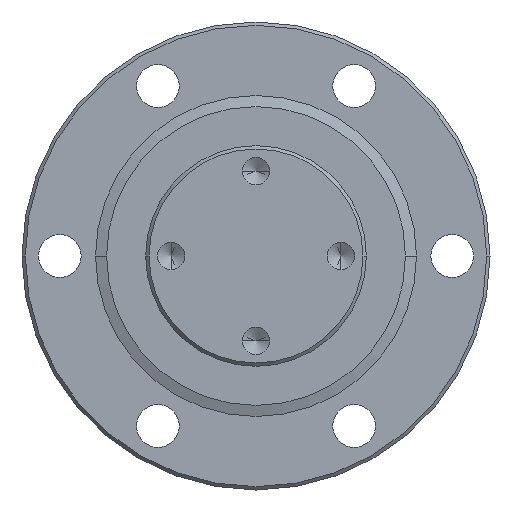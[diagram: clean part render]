
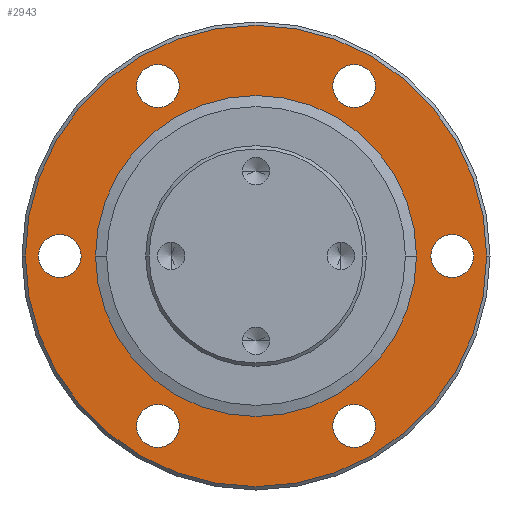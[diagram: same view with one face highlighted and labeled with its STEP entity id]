
A CAD part, front view. The second image highlights one B-rep face of the part: STEP entity #2943.
In plain terms, the highlighted planar face has unit normal (0, -1, 0).
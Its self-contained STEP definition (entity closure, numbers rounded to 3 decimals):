
#633=CARTESIAN_POINT('',(0.,0.,0.));
#634=DIRECTION('',(0.,1.,0.));
#635=DIRECTION('',(1.,0.,0.));
#636=AXIS2_PLACEMENT_3D('',#633,#634,#635);
#638=CARTESIAN_POINT('',(0.,0.,0.));
#639=DIRECTION('',(0.,1.,0.));
#640=DIRECTION('',(-1.,0.,0.));
#641=AXIS2_PLACEMENT_3D('',#638,#639,#640);
#643=CARTESIAN_POINT('',(-14.675,0.,-25.418));
#644=DIRECTION('',(0.,-1.,0.));
#645=DIRECTION('',(-0.5,0.,-0.866));
#646=AXIS2_PLACEMENT_3D('',#643,#644,#645);
#648=CARTESIAN_POINT('',(-14.675,0.,-25.418));
#649=DIRECTION('',(0.,-1.,0.));
#650=DIRECTION('',(0.5,0.,0.866));
#651=AXIS2_PLACEMENT_3D('',#648,#649,#650);
#653=CARTESIAN_POINT('',(-29.35,0.,0.));
#654=DIRECTION('',(0.,-1.,0.));
#655=DIRECTION('',(-1.,0.,0.));
#656=AXIS2_PLACEMENT_3D('',#653,#654,#655);
#658=CARTESIAN_POINT('',(-29.35,0.,0.));
#659=DIRECTION('',(0.,-1.,0.));
#660=DIRECTION('',(1.,0.,0.));
#661=AXIS2_PLACEMENT_3D('',#658,#659,#660);
#663=CARTESIAN_POINT('',(-14.675,0.,25.418));
#664=DIRECTION('',(0.,-1.,0.));
#665=DIRECTION('',(-0.5,0.,0.866));
#666=AXIS2_PLACEMENT_3D('',#663,#664,#665);
#668=CARTESIAN_POINT('',(-14.675,0.,25.418));
#669=DIRECTION('',(0.,-1.,0.));
#670=DIRECTION('',(0.5,0.,-0.866));
#671=AXIS2_PLACEMENT_3D('',#668,#669,#670);
#673=CARTESIAN_POINT('',(14.675,0.,25.418));
#674=DIRECTION('',(0.,-1.,0.));
#675=DIRECTION('',(0.5,0.,0.866));
#676=AXIS2_PLACEMENT_3D('',#673,#674,#675);
#678=CARTESIAN_POINT('',(14.675,0.,25.418));
#679=DIRECTION('',(0.,-1.,0.));
#680=DIRECTION('',(-0.5,0.,-0.866));
#681=AXIS2_PLACEMENT_3D('',#678,#679,#680);
#683=CARTESIAN_POINT('',(0.,0.,0.));
#684=DIRECTION('',(0.,-1.,0.));
#685=DIRECTION('',(-1.,0.,0.));
#686=AXIS2_PLACEMENT_3D('',#683,#684,#685);
#688=CARTESIAN_POINT('',(0.,0.,0.));
#689=DIRECTION('',(0.,-1.,0.));
#690=DIRECTION('',(1.,0.,0.));
#691=AXIS2_PLACEMENT_3D('',#688,#689,#690);
#693=CARTESIAN_POINT('',(14.675,0.,-25.418));
#694=DIRECTION('',(0.,-1.,0.));
#695=DIRECTION('',(0.5,0.,-0.866));
#696=AXIS2_PLACEMENT_3D('',#693,#694,#695);
#698=CARTESIAN_POINT('',(14.675,0.,-25.418));
#699=DIRECTION('',(0.,-1.,0.));
#700=DIRECTION('',(-0.5,0.,0.866));
#701=AXIS2_PLACEMENT_3D('',#698,#699,#700);
#703=CARTESIAN_POINT('',(29.35,0.,0.));
#704=DIRECTION('',(0.,-1.,0.));
#705=DIRECTION('',(1.,0.,0.));
#706=AXIS2_PLACEMENT_3D('',#703,#704,#705);
#708=CARTESIAN_POINT('',(29.35,0.,0.));
#709=DIRECTION('',(0.,-1.,0.));
#710=DIRECTION('',(-1.,0.,0.));
#711=AXIS2_PLACEMENT_3D('',#708,#709,#710);
#1713=CARTESIAN_POINT('',(16.275,0.,-28.189));
#1715=VERTEX_POINT('',#1713);
#1716=CARTESIAN_POINT('',(13.075,0.,-22.647));
#1717=VERTEX_POINT('',#1716);
#1721=CARTESIAN_POINT('',(-16.275,0.,-28.189));
#1723=VERTEX_POINT('',#1721);
#1724=CARTESIAN_POINT('',(-13.075,0.,-22.647));
#1725=VERTEX_POINT('',#1724);
#1729=CARTESIAN_POINT('',(-32.55,0.,0.));
#1731=VERTEX_POINT('',#1729);
#1732=CARTESIAN_POINT('',(-26.15,0.,0.));
#1733=VERTEX_POINT('',#1732);
#1737=CARTESIAN_POINT('',(-16.275,0.,28.189));
#1739=VERTEX_POINT('',#1737);
#1740=CARTESIAN_POINT('',(-13.075,0.,22.647));
#1741=VERTEX_POINT('',#1740);
#1745=CARTESIAN_POINT('',(32.55,0.,0.));
#1747=VERTEX_POINT('',#1745);
#1748=CARTESIAN_POINT('',(26.15,0.,0.));
#1749=VERTEX_POINT('',#1748);
#1756=CARTESIAN_POINT('',(-34.5,0.,0.));
#1758=VERTEX_POINT('',#1756);
#1762=CARTESIAN_POINT('',(34.5,0.,0.));
#1763=VERTEX_POINT('',#1762);
#1780=CARTESIAN_POINT('',(24.,0.,0.));
#1781=VERTEX_POINT('',#1780);
#1782=CARTESIAN_POINT('',(-24.,0.,0.));
#1783=VERTEX_POINT('',#1782);
#1785=CARTESIAN_POINT('',(16.275,0.,28.189));
#1787=VERTEX_POINT('',#1785);
#1788=CARTESIAN_POINT('',(13.075,0.,22.647));
#1789=VERTEX_POINT('',#1788);
#2892=CARTESIAN_POINT('',(0.,0.,24.));
#2893=DIRECTION('',(0.,-1.,0.));
#2894=DIRECTION('',(0.,0.,-1.));
#2895=AXIS2_PLACEMENT_3D('',#2892,#2893,#2894);
#2896=PLANE('',#2895);
#2898=ORIENTED_EDGE('',*,*,#2897,.T.);
#2900=ORIENTED_EDGE('',*,*,#2899,.T.);
#2901=EDGE_LOOP('',(#2898,#2900));
#2902=FACE_OUTER_BOUND('',#2901,.F.);
#2904=ORIENTED_EDGE('',*,*,#2903,.T.);
#2906=ORIENTED_EDGE('',*,*,#2905,.T.);
#2907=EDGE_LOOP('',(#2904,#2906));
#2908=FACE_BOUND('',#2907,.F.);
#2910=ORIENTED_EDGE('',*,*,#2909,.T.);
#2912=ORIENTED_EDGE('',*,*,#2911,.T.);
#2913=EDGE_LOOP('',(#2910,#2912));
#2914=FACE_BOUND('',#2913,.F.);
#2916=ORIENTED_EDGE('',*,*,#2915,.T.);
#2918=ORIENTED_EDGE('',*,*,#2917,.T.);
#2919=EDGE_LOOP('',(#2916,#2918));
#2920=FACE_BOUND('',#2919,.F.);
#2922=ORIENTED_EDGE('',*,*,#2921,.T.);
#2924=ORIENTED_EDGE('',*,*,#2923,.T.);
#2925=EDGE_LOOP('',(#2922,#2924));
#2926=FACE_BOUND('',#2925,.F.);
#2927=ORIENTED_EDGE('',*,*,#2884,.T.);
#2928=ORIENTED_EDGE('',*,*,#2872,.T.);
#2929=EDGE_LOOP('',(#2927,#2928));
#2930=FACE_BOUND('',#2929,.F.);
#2932=ORIENTED_EDGE('',*,*,#2931,.T.);
#2934=ORIENTED_EDGE('',*,*,#2933,.T.);
#2935=EDGE_LOOP('',(#2932,#2934));
#2936=FACE_BOUND('',#2935,.F.);
#2938=ORIENTED_EDGE('',*,*,#2937,.T.);
#2940=ORIENTED_EDGE('',*,*,#2939,.T.);
#2941=EDGE_LOOP('',(#2938,#2940));
#2942=FACE_BOUND('',#2941,.F.);
#2943=ADVANCED_FACE('',(#2902,#2908,#2914,#2920,#2926,#2930,#2936,#2942),#2896,
.T.);
#637=CIRCLE('',#636,34.5);
#642=CIRCLE('',#641,34.5);
#647=CIRCLE('',#646,3.2);
#652=CIRCLE('',#651,3.2);
#657=CIRCLE('',#656,3.2);
#662=CIRCLE('',#661,3.2);
#667=CIRCLE('',#666,3.2);
#672=CIRCLE('',#671,3.2);
#677=CIRCLE('',#676,3.2);
#682=CIRCLE('',#681,3.2);
#687=CIRCLE('',#686,24.);
#692=CIRCLE('',#691,24.);
#697=CIRCLE('',#696,3.2);
#702=CIRCLE('',#701,3.2);
#707=CIRCLE('',#706,3.2);
#712=CIRCLE('',#711,3.2);
#2872=EDGE_CURVE('',#1781,#1783,#692,.T.);
#2884=EDGE_CURVE('',#1783,#1781,#687,.T.);
#2897=EDGE_CURVE('',#1763,#1758,#637,.T.);
#2899=EDGE_CURVE('',#1758,#1763,#642,.T.);
#2903=EDGE_CURVE('',#1723,#1725,#647,.T.);
#2905=EDGE_CURVE('',#1725,#1723,#652,.T.);
#2909=EDGE_CURVE('',#1731,#1733,#657,.T.);
#2911=EDGE_CURVE('',#1733,#1731,#662,.T.);
#2915=EDGE_CURVE('',#1739,#1741,#667,.T.);
#2917=EDGE_CURVE('',#1741,#1739,#672,.T.);
#2921=EDGE_CURVE('',#1787,#1789,#677,.T.);
#2923=EDGE_CURVE('',#1789,#1787,#682,.T.);
#2931=EDGE_CURVE('',#1715,#1717,#697,.T.);
#2933=EDGE_CURVE('',#1717,#1715,#702,.T.);
#2937=EDGE_CURVE('',#1747,#1749,#707,.T.);
#2939=EDGE_CURVE('',#1749,#1747,#712,.T.);
